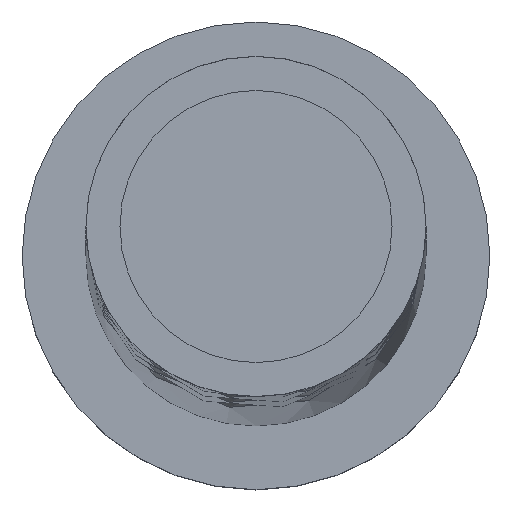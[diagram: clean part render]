
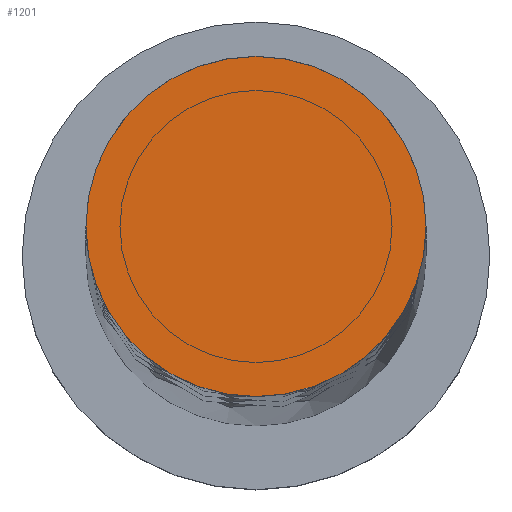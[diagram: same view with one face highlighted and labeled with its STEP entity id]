
A CAD part, top view. The second image highlights one B-rep face of the part: STEP entity #1201.
In plain terms, the highlighted planar face has unit normal (0, 0, 1).
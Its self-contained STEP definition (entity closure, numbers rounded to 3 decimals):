
#101 = AXIS2_PLACEMENT_3D ( 'NONE', #1942, #2072, #421 ) ;
#124 = DIRECTION ( 'NONE',  ( 0., 0., 1. ) ) ;
#148 = CARTESIAN_POINT ( 'NONE',  ( 0., 0., 800. ) ) ;
#159 = PLANE ( 'NONE',  #1858 ) ;
#209 = CIRCLE ( 'NONE', #1568, 8. ) ;
#421 = DIRECTION ( 'NONE',  ( 1., 0., 0. ) ) ;
#528 = EDGE_CURVE ( 'NONE', #1721, #1317, #2055, .T. ) ;
#679 = DIRECTION ( 'NONE',  ( 1., 0., 0. ) ) ;
#890 = DIRECTION ( 'NONE',  ( 0., 0., 1. ) ) ;
#1168 = EDGE_CURVE ( 'NONE', #1317, #1721, #209, .T. ) ;
#1201 = ADVANCED_FACE ( 'NONE', ( #1959 ), #159, .T. ) ;
#1317 = VERTEX_POINT ( 'NONE', #1497 ) ;
#1331 = ORIENTED_EDGE ( 'NONE', *, *, #528, .T. ) ;
#1497 = CARTESIAN_POINT ( 'NONE',  ( -8., 0., 800. ) ) ;
#1514 = CARTESIAN_POINT ( 'NONE',  ( 8., 0., 800. ) ) ;
#1568 = AXIS2_PLACEMENT_3D ( 'NONE', #1791, #124, #2315 ) ;
#1721 = VERTEX_POINT ( 'NONE', #1514 ) ;
#1791 = CARTESIAN_POINT ( 'NONE',  ( 0., 0., 800. ) ) ;
#1858 = AXIS2_PLACEMENT_3D ( 'NONE', #148, #890, #679 ) ;
#1906 = ORIENTED_EDGE ( 'NONE', *, *, #1168, .T. ) ;
#1942 = CARTESIAN_POINT ( 'NONE',  ( 0., 0., 800. ) ) ;
#1959 = FACE_OUTER_BOUND ( 'NONE', #2108, .T. ) ;
#2055 = CIRCLE ( 'NONE', #101, 8. ) ;
#2072 = DIRECTION ( 'NONE',  ( 0., 0., 1. ) ) ;
#2108 = EDGE_LOOP ( 'NONE', ( #1906, #1331 ) ) ;
#2315 = DIRECTION ( 'NONE',  ( 1., 0., 0. ) ) ;
